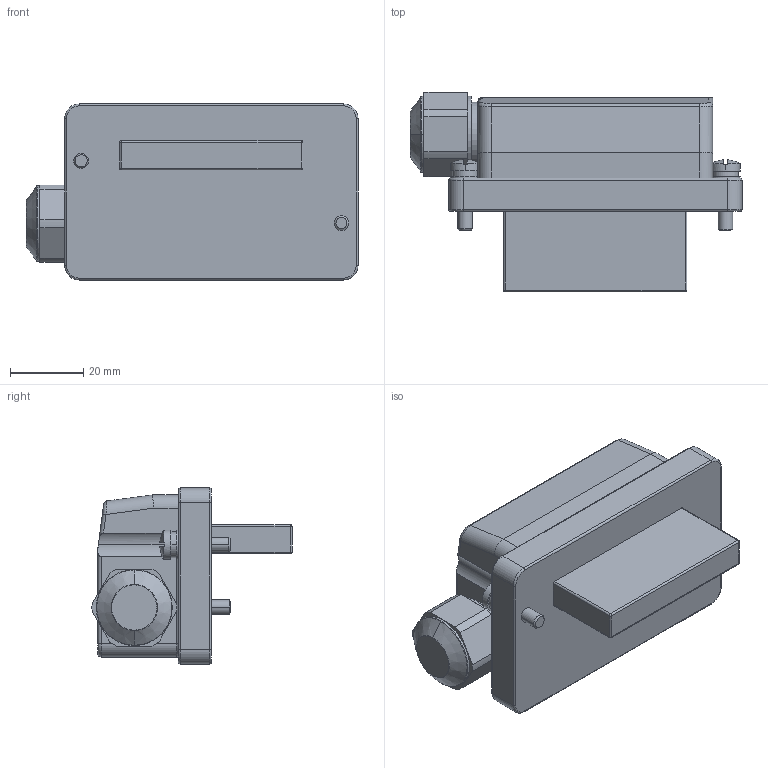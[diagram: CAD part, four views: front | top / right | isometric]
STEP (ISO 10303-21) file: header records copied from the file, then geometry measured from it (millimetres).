
FILE_DESCRIPTION(('STEP AP242'),'1');
FILE_NAME('vw3m9010.stp','2021-02-25T17:31:25',('TraceParts'),('TraceParts S.A.'),'Spatial InterOp 3D',' ',' ');
FILE_SCHEMA(('AP242_MANAGED_MODEL_BASED_3D_ENGINEERING_MIM_LF {1 0 10303 442 1 1 4}'));
Length unit declared in the file: millimetre
Products named in the file (1): vw3m9010
Bounding box: 90.54 x 54.54 x 48 mm (x, y, z)
Volume: 109947.8 mm3; surface area: 18494.6 mm2
Topology: 1 solids, 3 shells, 169 faces, 405 edges, 250 vertices
Faces by surface type: cylinder 72, plane 61, torus 16, sphere 12, cone 6, bspline 2
Entity records: 6351 total; most frequent: CARTESIAN_POINT 965, DIRECTION 910, ORIENTED_EDGE 802, EDGE_CURVE 401, AXIS2_PLACEMENT_3D 359, VERTEX_POINT 250, LINE 192, VECTOR 192
